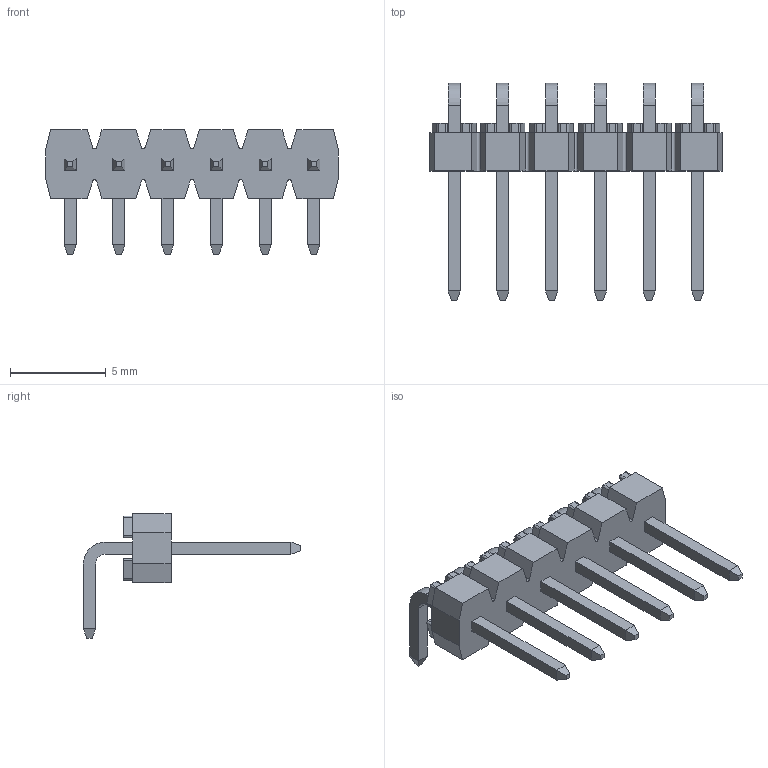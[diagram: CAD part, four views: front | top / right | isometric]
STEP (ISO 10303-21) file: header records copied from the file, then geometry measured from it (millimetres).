
FILE_DESCRIPTION (( 'STEP AP214' ), '1' );
FILE_NAME ('Molex 90121-0766.STEP', '2024-03-30T08:02:08', ( '' ), ( '' ), 'SwSTEP 2.0', 'SolidWorks 2018', '' );
FILE_SCHEMA (( 'AUTOMOTIVE_DESIGN' ));
Length unit declared in the file: millimetre
Products named in the file (1): Molex 90121-0766
Bounding box: 15.24 x 11.32 x 6.5 mm (x, y, z)
Volume: 138.2 mm3; surface area: 436.7 mm2
Topology: 1 solids, 1 shells, 422 faces, 1104 edges, 720 vertices
Faces by surface type: plane 280, cylinder 142
Entity records: 14394 total; most frequent: CARTESIAN_POINT 2247, DIRECTION 2234, ORIENTED_EDGE 2208, EDGE_CURVE 1104, LINE 820, VECTOR 820, VERTEX_POINT 720, AXIS2_PLACEMENT_3D 707
